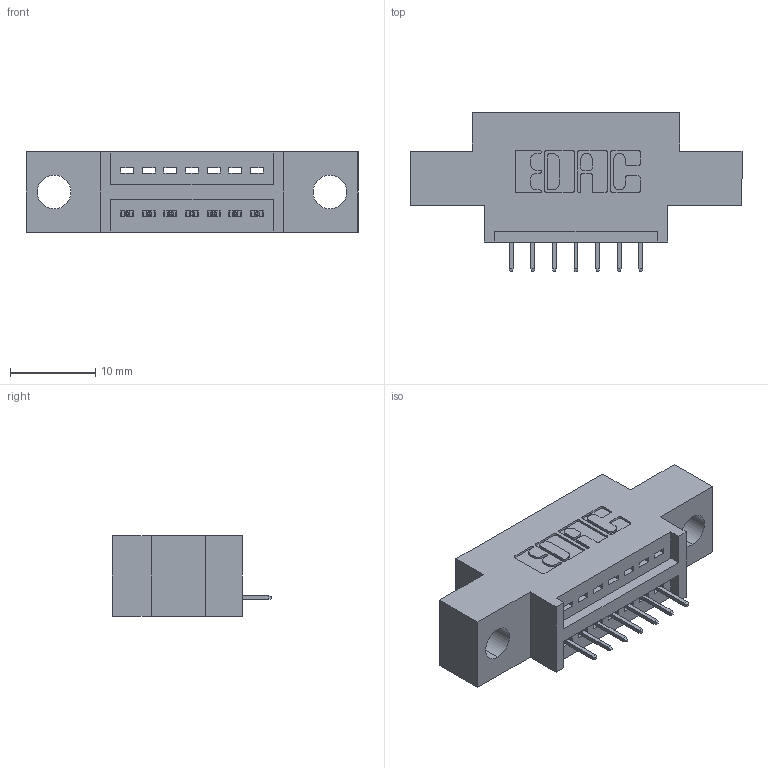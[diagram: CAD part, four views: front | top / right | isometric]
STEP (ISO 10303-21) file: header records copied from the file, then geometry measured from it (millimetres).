
FILE_DESCRIPTION (( 'STEP AP203' ), '1' );
FILE_NAME ('845-007-525-604.STEP', '2020-09-22T14:49:38', ( '' ), ( '' ), 'SwSTEP 2.0', 'SolidWorks 2020', '' );
FILE_SCHEMA (( 'CONFIG_CONTROL_DESIGN' ));
Length unit declared in the file: inch
Products named in the file (3): 845-007-525-604; 845 Part_0.170 Offset - 0.156 Dia-TH; 345-292-001_345-293-125
Assembly tree (8 placements, depth 2):
  845-007-525-604
    845 Part_0.170 Offset - 0.156 Dia-TH
    345-292-001_345-293-125  x7
Bounding box: 38.99 x 18.72 x 9.4 mm (x, y, z)
Volume: 3186.7 mm3; surface area: 3599.1 mm2
Topology: 8 solids, 8 shells, 564 faces, 1613 edges, 1046 vertices
Faces by surface type: plane 406, cylinder 158
Entity records: 10189 total; most frequent: CARTESIAN_POINT 1773, ORIENTED_EDGE 1714, DIRECTION 1599, EDGE_CURVE 857, LINE 701, VECTOR 701, VERTEX_POINT 566, AXIS2_PLACEMENT_3D 449
